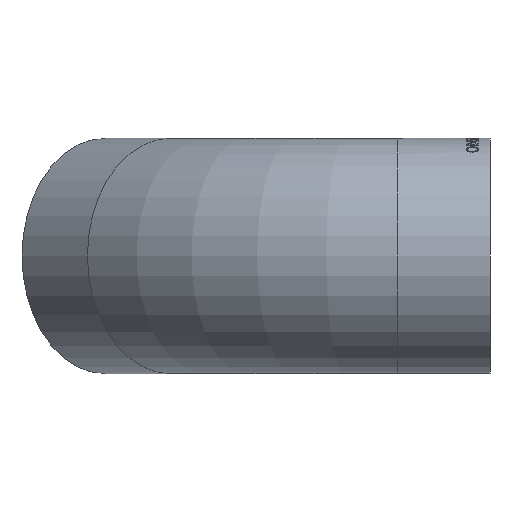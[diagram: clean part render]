
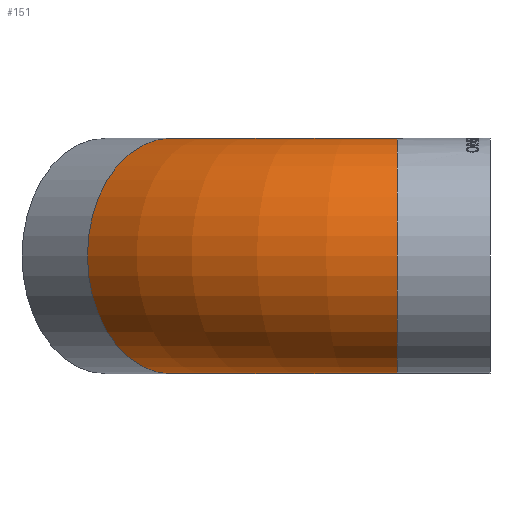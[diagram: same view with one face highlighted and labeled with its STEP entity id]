
A CAD part, left-side view. The second image highlights one B-rep face of the part: STEP entity #151.
In plain terms, the highlighted toroidal (fillet/blend) face has major radius 190.5 mm and minor radius 69.85 mm.
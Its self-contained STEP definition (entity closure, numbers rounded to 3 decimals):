
#151 = ADVANCED_FACE ( 'NONE', ( #3189, #2444 ), #3834, .T. ) ;
#221 = DIRECTION ( 'NONE',  ( 0., 0., 1. ) ) ;
#288 = EDGE_LOOP ( 'NONE', ( #3708 ) ) ;
#728 = DIRECTION ( 'NONE',  ( 0., 1., 0. ) ) ;
#747 = CARTESIAN_POINT ( 'NONE',  ( -134.704, 189.704, 69.85 ) ) ;
#797 = DIRECTION ( 'NONE',  ( -1., 0., 0. ) ) ;
#819 = DIRECTION ( 'NONE',  ( 0., 0., -1. ) ) ;
#1071 = CARTESIAN_POINT ( 'NONE',  ( -190.5, 55., 0. ) ) ;
#1210 = CARTESIAN_POINT ( 'NONE',  ( -134.704, 189.704, 0. ) ) ;
#1261 = ORIENTED_EDGE ( 'NONE', *, *, #3489, .F. ) ;
#1594 = AXIS2_PLACEMENT_3D ( 'NONE', #2166, #819, #797 ) ;
#1791 = EDGE_CURVE ( 'NONE', #3993, #3993, #3499, .T. ) ;
#1854 = EDGE_LOOP ( 'NONE', ( #1261 ) ) ;
#2166 = CARTESIAN_POINT ( 'NONE',  ( 0., 55., 0. ) ) ;
#2411 = CARTESIAN_POINT ( 'NONE',  ( -190.5, 55., 69.85 ) ) ;
#2444 = FACE_OUTER_BOUND ( 'NONE', #288, .T. ) ;
#3030 = DIRECTION ( 'NONE',  ( 0., 0., 1. ) ) ;
#3081 = AXIS2_PLACEMENT_3D ( 'NONE', #1210, #4114, #221 ) ;
#3189 = FACE_OUTER_BOUND ( 'NONE', #1854, .T. ) ;
#3357 = VERTEX_POINT ( 'NONE', #747 ) ;
#3489 = EDGE_CURVE ( 'NONE', #3357, #3357, #3507, .T. ) ;
#3499 = CIRCLE ( 'NONE', #3909, 69.85 ) ;
#3507 = CIRCLE ( 'NONE', #3081, 69.85 ) ;
#3708 = ORIENTED_EDGE ( 'NONE', *, *, #1791, .T. ) ;
#3834 = TOROIDAL_SURFACE ( 'NONE', #1594, 190.5, 69.85 ) ;
#3909 = AXIS2_PLACEMENT_3D ( 'NONE', #1071, #728, #3030 ) ;
#3993 = VERTEX_POINT ( 'NONE', #2411 ) ;
#4114 = DIRECTION ( 'NONE',  ( 0.707, 0.707, 0. ) ) ;
